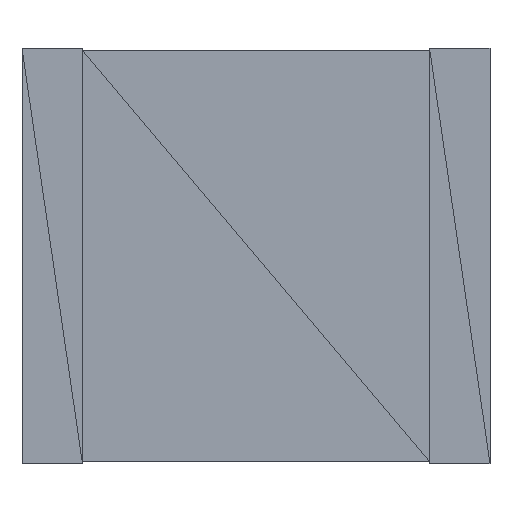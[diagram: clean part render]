
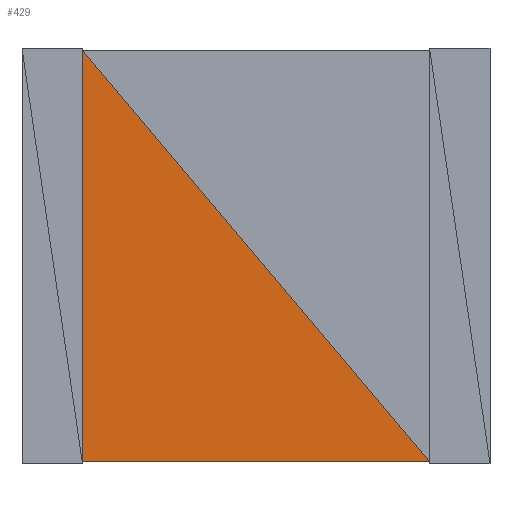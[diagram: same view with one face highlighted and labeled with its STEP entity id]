
A CAD part, top view. The second image highlights one B-rep face of the part: STEP entity #429.
In plain terms, the highlighted planar face has unit normal (0, 0, 1).
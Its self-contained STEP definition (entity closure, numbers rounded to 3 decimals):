
#429=ADVANCED_FACE('',(#430),#456,.F.);
#430=FACE_OUTER_BOUND('',#431,.T.);
#431=EDGE_LOOP('',(#432,#434,#436));
#432=ORIENTED_EDGE('',*,*,#433,.T.);
#433=EDGE_CURVE('',#438,#440,#442,.T.);
#434=ORIENTED_EDGE('',*,*,#435,.T.);
#435=EDGE_CURVE('',#440,#446,#448,.T.);
#436=ORIENTED_EDGE('',*,*,#437,.T.);
#437=EDGE_CURVE('',#446,#438,#452,.T.);
#438=VERTEX_POINT('',#439);
#439=CARTESIAN_POINT('',(2.261,-2.68,1.981));
#440=VERTEX_POINT('',#441);
#441=CARTESIAN_POINT('',(-2.261,-2.68,1.981));
#442=LINE('',#443,#444);
#443=CARTESIAN_POINT('',(2.261,-2.68,1.981));
#444=VECTOR('',#445,1.0);
#445=DIRECTION('',(1.0,0.0,0.0));
#446=VERTEX_POINT('',#447);
#447=CARTESIAN_POINT('',(-2.261,2.68,1.981));
#448=LINE('',#449,#450);
#449=CARTESIAN_POINT('',(-2.261,-2.68,1.981));
#450=VECTOR('',#451,1.0);
#451=DIRECTION('',(0.0,-1.0,0.0));
#452=LINE('',#453,#454);
#453=CARTESIAN_POINT('',(-2.261,2.68,1.981));
#454=VECTOR('',#455,1.0);
#455=DIRECTION('',(-0.645,0.764,0.0));
#456=PLANE('',#457);
#457=AXIS2_PLACEMENT_3D('',#458,#459,#460);
#458=CARTESIAN_POINT('',(-2.261,-2.68,1.981));
#459=DIRECTION('',(0.0,0.0,-1.0));
#460=DIRECTION('',(0.645,-0.764,0.0));
